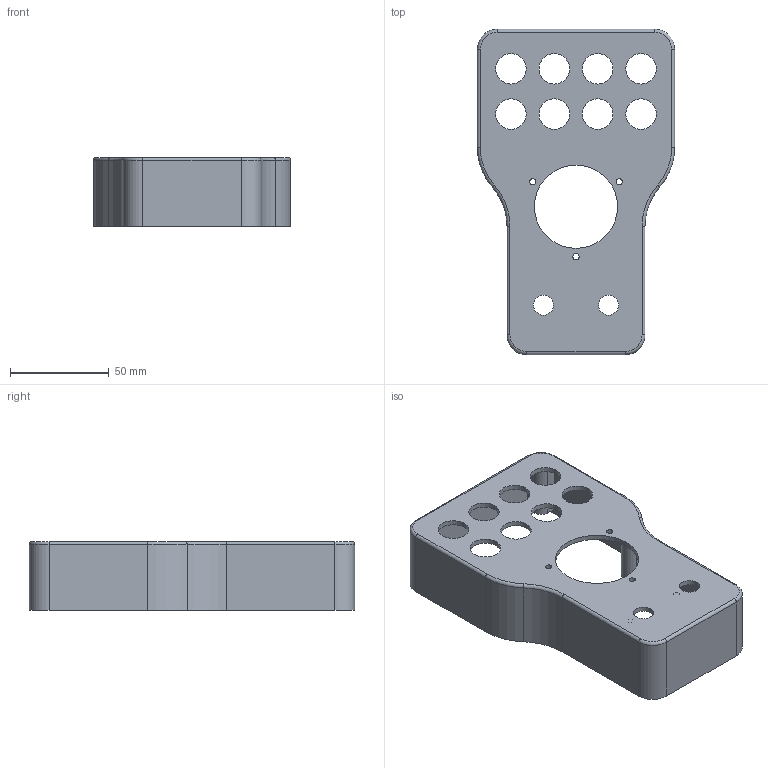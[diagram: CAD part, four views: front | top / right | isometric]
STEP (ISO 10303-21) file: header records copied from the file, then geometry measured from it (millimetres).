
FILE_DESCRIPTION(('FreeCAD Model'),'2;1');
FILE_NAME('Open CASCADE Shape Model','2023-06-24T10:49:17',(''),(''), 'Open CASCADE STEP processor 7.6','FreeCAD','Unknown');
FILE_SCHEMA(('AUTOMOTIVE_DESIGN { 1 0 10303 214 1 1 1 1 }'));
Length unit declared in the file: millimetre
Products named in the file (1): Top Case
Bounding box: 100 x 165 x 35 mm (x, y, z)
Volume: 70818 mm3; surface area: 57777.9 mm2
Topology: 1 solids, 1 shells, 114 faces, 274 edges, 177 vertices
Faces by surface type: cylinder 58, plane 48, torus 8
Full cylindrical faces by diameter (mm): 3 x6, 3.2 x3, 3.3 x2, 4 x6, 5 x1, 10.2 x2, 15.5 x8, 42.2 x1
Entity records: 7260 total; most frequent: CARTESIAN_POINT 1642, DIRECTION 1094, LINE 584, VECTOR 584, ORIENTED_EDGE 548, PCURVE 548, DEFINITIONAL_REPRESENTATION 548, EDGE_CURVE 274
